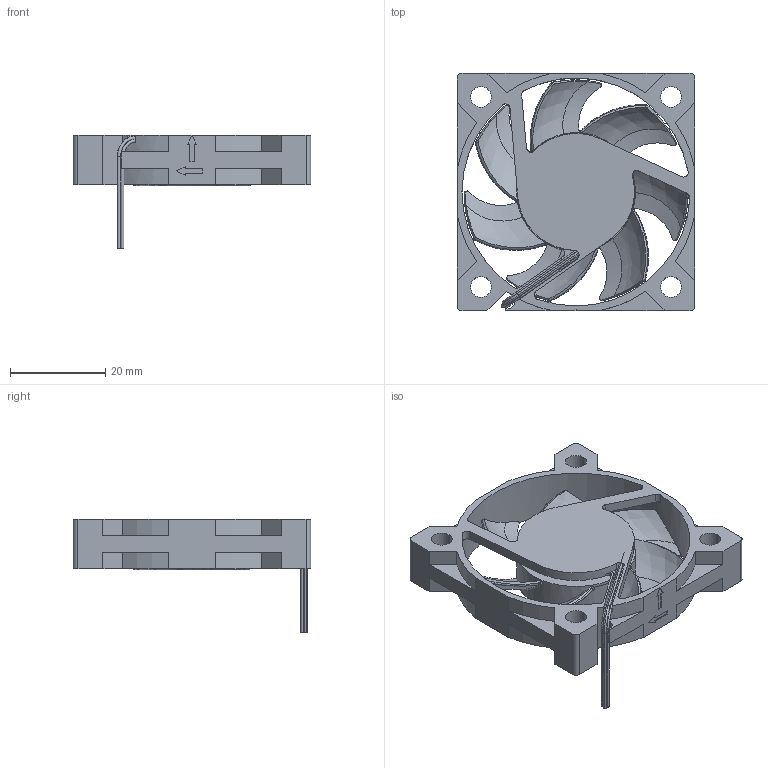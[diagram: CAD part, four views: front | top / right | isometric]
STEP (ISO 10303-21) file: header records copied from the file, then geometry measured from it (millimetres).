
FILE_DESCRIPTION (( 'STEP AP203' ), '1' );
FILE_NAME ('5010axial.STEP', '2022-02-10T15:34:16', ( '' ), ( '' ), 'SwSTEP 2.0', 'SolidWorks 2021', '' );
FILE_SCHEMA (( 'CONFIG_CONTROL_DESIGN' ));
Length unit declared in the file: millimetre
Products named in the file (2): axial fan 50x50x10.stp; 5010axial
Assembly tree (1 placements, depth 2):
  5010axial
    axial fan 50x50x10.stp
Bounding box: 50 x 50 x 23.82 mm (x, y, z)
Volume: 10725.6 mm3; surface area: 11132.9 mm2
Topology: 4 solids, 4 shells, 320 faces, 829 edges, 515 vertices
Faces by surface type: bspline 177, plane 73, cylinder 62, torus 8
Entity records: 19197 total; most frequent: CARTESIAN_POINT 12339, ORIENTED_EDGE 1658, DIRECTION 1030, EDGE_CURVE 829, VERTEX_POINT 515, AXIS2_PLACEMENT_3D 386, EDGE_LOOP 332, FACE_OUTER_BOUND 320
